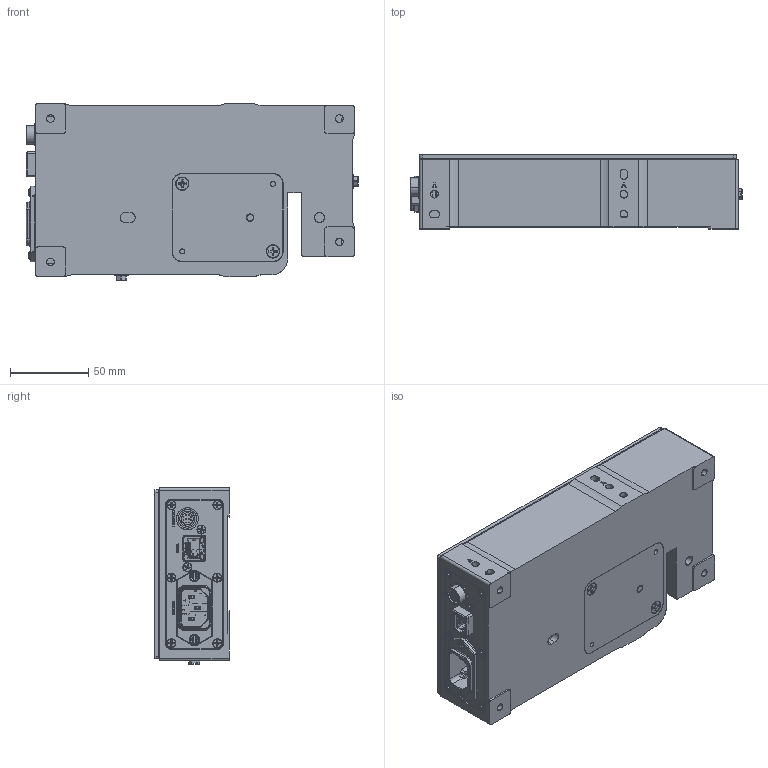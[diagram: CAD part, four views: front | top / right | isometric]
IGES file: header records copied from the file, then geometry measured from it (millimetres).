
Start section: SolidWorks IGES file using analytic representation for surfaces
Global section: file name: 00103-01 TLAser103 Single-Axis Micrometer.IGS; native system: SolidWorks 2014; preprocessor: SolidWorks 2014; author: Mark; date: 140627.110738; units: inch
Bounding box: 211.6 x 47.3 x 112.67 mm (x, y, z)
Surface area: 128753.4 mm2 (no closed solid volume)
Topology: 0 solids, 0 shells, 1372 faces, 27307 edges, 27263 vertices
Faces by surface type: bspline 926, revolution 446
